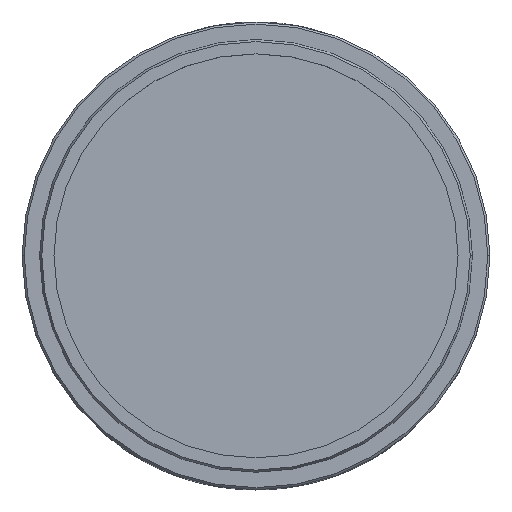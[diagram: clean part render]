
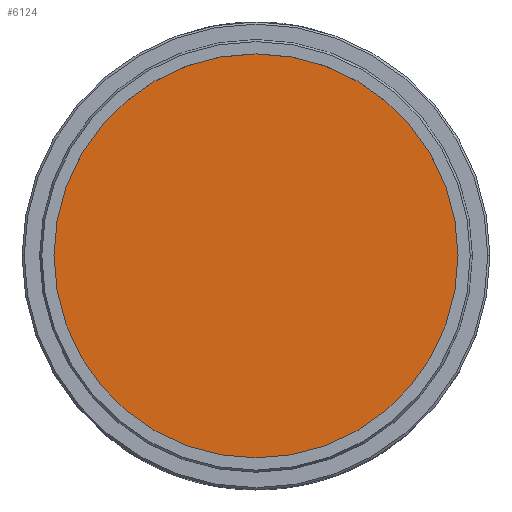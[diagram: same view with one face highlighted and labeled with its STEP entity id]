
A CAD part, top view. The second image highlights one B-rep face of the part: STEP entity #6124.
In plain terms, the highlighted planar face has unit normal (0, 0, 1).
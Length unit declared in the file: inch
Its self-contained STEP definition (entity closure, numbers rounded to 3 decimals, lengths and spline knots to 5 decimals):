
#421 = VERTEX_POINT ( 'NONE', #5931 ) ;
#641 = ORIENTED_EDGE ( 'NONE', *, *, #1795, .F. ) ;
#1795 = EDGE_CURVE ( 'NONE', #11955, #421, #13368, .T. ) ;
#1939 = DIRECTION ( 'NONE',  ( -1., 0., 0. ) ) ;
#3307 = DIRECTION ( 'NONE',  ( 0., 0., -1. ) ) ;
#3640 = CARTESIAN_POINT ( 'NONE',  ( 0., 0., 0.175 ) ) ;
#4801 = DIRECTION ( 'NONE',  ( -1., 0., 0. ) ) ;
#5349 = PLANE ( 'NONE',  #13954 ) ;
#5761 = AXIS2_PLACEMENT_3D ( 'NONE', #3640, #11717, #4801 ) ;
#5931 = CARTESIAN_POINT ( 'NONE',  ( -1., 0., 0.175 ) ) ;
#6124 = ADVANCED_FACE ( 'NONE', ( #13706 ), #5349, .F. ) ;
#6345 = ORIENTED_EDGE ( 'NONE', *, *, #11068, .F. ) ;
#7654 = CARTESIAN_POINT ( 'NONE',  ( 0., 0., 0.175 ) ) ;
#8827 = DIRECTION ( 'NONE',  ( 0., 0., -1. ) ) ;
#10037 = EDGE_LOOP ( 'NONE', ( #6345, #641 ) ) ;
#10216 = CARTESIAN_POINT ( 'NONE',  ( 0., 0., 0.175 ) ) ;
#11068 = EDGE_CURVE ( 'NONE', #421, #11955, #11082, .T. ) ;
#11082 = CIRCLE ( 'NONE', #5761, 1. ) ;
#11364 = DIRECTION ( 'NONE',  ( -1., 0., 0. ) ) ;
#11717 = DIRECTION ( 'NONE',  ( 0., 0., -1. ) ) ;
#11955 = VERTEX_POINT ( 'NONE', #14887 ) ;
#13321 = AXIS2_PLACEMENT_3D ( 'NONE', #10216, #3307, #11364 ) ;
#13368 = CIRCLE ( 'NONE', #13321, 1. ) ;
#13706 = FACE_OUTER_BOUND ( 'NONE', #10037, .T. ) ;
#13954 = AXIS2_PLACEMENT_3D ( 'NONE', #7654, #8827, #1939 ) ;
#14887 = CARTESIAN_POINT ( 'NONE',  ( 1., 0., 0.175 ) ) ;
